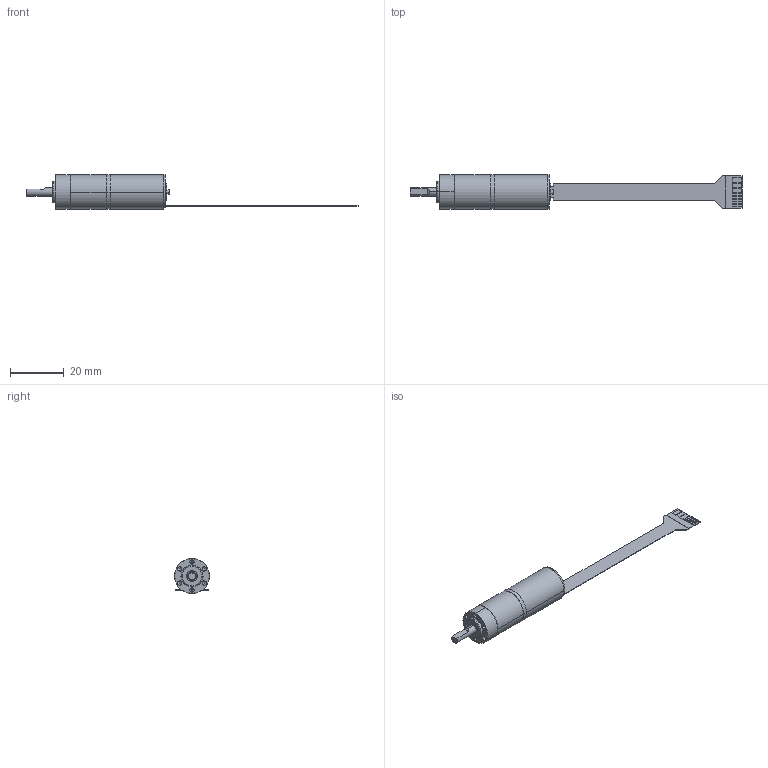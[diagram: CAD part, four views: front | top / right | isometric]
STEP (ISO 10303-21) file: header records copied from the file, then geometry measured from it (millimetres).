
FILE_DESCRIPTION((''),'2;1');
FILE_NAME('4611180002126_SW0001','2023-12-21T16:26:30',('ms27607'),(''),'CREO PARAMETRIC BY PTC INC, 2018100','CREO PARAMETRIC BY PTC INC, 2018100','');
FILE_SCHEMA(('CONFIG_CONTROL_DESIGN'));
Length unit declared in the file: millimetre
Products named in the file (1): 4611180002126_SW0001
Bounding box: 123.6 x 13 x 13 mm (x, y, z)
Surface area: 4236.8 mm2 (no closed solid volume)
Topology: 0 solids, 26 shells, 151 faces, 446 edges, 311 vertices
Faces by surface type: cylinder 51, plane 49, cone 37, torus 10, bspline 4
Entity records: 5581 total; most frequent: CARTESIAN_POINT 1597, DIRECTION 869, ORIENTED_EDGE 682, EDGE_CURVE 426, AXIS2_PLACEMENT_3D 312, VERTEX_POINT 310, VECTOR 245, LINE 245
